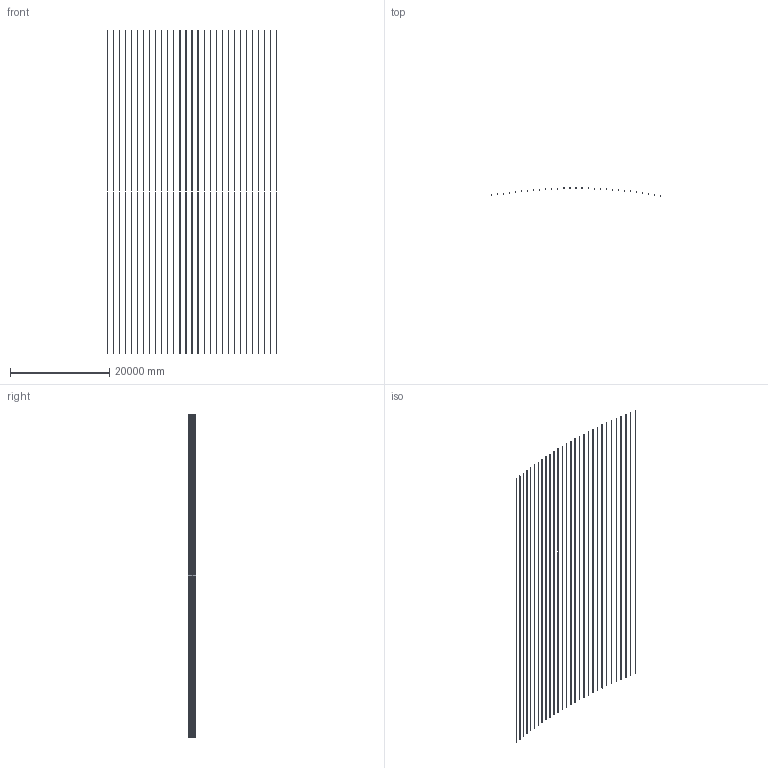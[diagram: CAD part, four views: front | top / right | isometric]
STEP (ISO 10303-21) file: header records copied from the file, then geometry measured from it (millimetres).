
FILE_DESCRIPTION (( 'STEP AP203' ), '1' );
FILE_NAME ('Solidworks_Roof.STEP', '2025-09-13T03:35:22', ( '' ), ( '' ), 'SwSTEP 2.0', 'SolidWorks 2023', '' );
FILE_SCHEMA (( 'CONFIG_CONTROL_DESIGN' ));
Length unit declared in the file: millimetre
Products named in the file (1): Solidworks_Roof
Bounding box: 34031.89 x 1586.8 x 64922.4 mm (x, y, z)
Volume: 1231318238.4 mm3; surface area: 820916757.6 mm2
Topology: 29 solids, 29 shells, 290 faces, 696 edges, 464 vertices
Faces by surface type: plane 290
Entity records: 8377 total; most frequent: CARTESIAN_POINT 1451, ORIENTED_EDGE 1392, DIRECTION 1278, EDGE_CURVE 696, LINE 696, VECTOR 696, VERTEX_POINT 464, EDGE_LOOP 348
